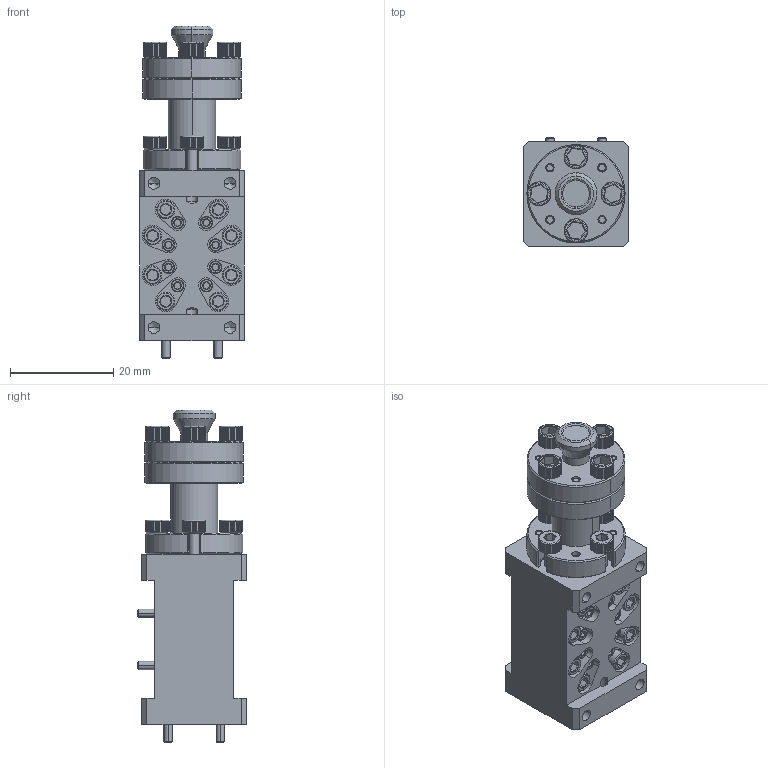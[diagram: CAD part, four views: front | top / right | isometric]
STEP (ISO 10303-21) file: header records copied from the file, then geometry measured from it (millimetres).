
FILE_DESCRIPTION (( 'STEP AP203' ), '1' );
FILE_NAME ('SAF-9031441140-094-S1-080-DP.STEP', '2021-07-16T21:35:42', ( '' ), ( '' ), 'SwSTEP 2.0', 'SolidWorks 2021', '' );
FILE_SCHEMA (( 'CONFIG_CONTROL_DESIGN' ));
Products named in the file (1): SAF-9031441140-094-S1-080-DP
Bounding box: 20.32 x 21.15 x 64.33 mm (x, y, z)
Volume: 14548.1 mm3; surface area: 9209.1 mm2
Topology: 11 solids, 13 shells, 2067 faces, 5467 edges, 3466 vertices
Faces by surface type: plane 1075, cylinder 600, cone 368, torus 16, bspline 8
Entity records: 67177 total; most frequent: CARTESIAN_POINT 18492, ORIENTED_EDGE 10842, DIRECTION 9271, EDGE_CURVE 5421, AXIS2_PLACEMENT_3D 3549, VERTEX_POINT 3466, EDGE_LOOP 2213, LINE 2173
